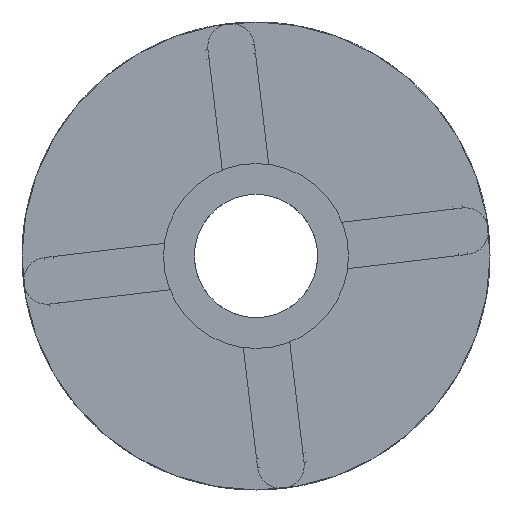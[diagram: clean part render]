
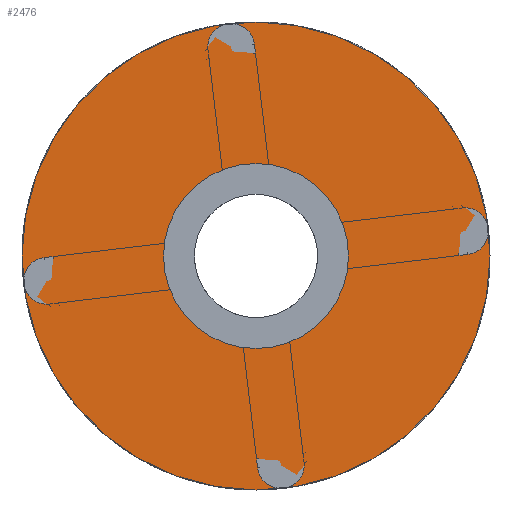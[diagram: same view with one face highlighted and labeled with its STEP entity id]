
A CAD part, front view. The second image highlights one B-rep face of the part: STEP entity #2476.
In plain terms, the highlighted planar face has unit normal (0, -1, 0).
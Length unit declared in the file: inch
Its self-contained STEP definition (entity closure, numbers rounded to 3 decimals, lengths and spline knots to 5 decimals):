
#6 = FACE_BOUND ( 'NONE', #2620, .T. ) ;
#58 = DIRECTION ( 'NONE',  ( 0., 0., 1. ) ) ;
#105 = DIRECTION ( 'NONE',  ( 0., 0., 1. ) ) ;
#194 = ORIENTED_EDGE ( 'NONE', *, *, #837, .T. ) ;
#198 = CARTESIAN_POINT ( 'NONE',  ( 0., -0.50001, 0. ) ) ;
#239 = CIRCLE ( 'NONE', #853, 0.75 ) ;
#251 = EDGE_CURVE ( 'NONE', #253, #2877, #3244, .T. ) ;
#253 = VERTEX_POINT ( 'NONE', #594 ) ;
#324 = VERTEX_POINT ( 'NONE', #1413 ) ;
#434 = DIRECTION ( 'NONE',  ( 0., 0., 1. ) ) ;
#488 = ORIENTED_EDGE ( 'NONE', *, *, #3449, .F. ) ;
#594 = CARTESIAN_POINT ( 'NONE',  ( 0., -0.50001, 0.29642 ) ) ;
#611 = CIRCLE ( 'NONE', #769, 0.29642 ) ;
#618 = AXIS2_PLACEMENT_3D ( 'NONE', #1879, #2141, #58 ) ;
#628 = CARTESIAN_POINT ( 'NONE',  ( 0., -0.50001, -0.29642 ) ) ;
#695 = CARTESIAN_POINT ( 'NONE',  ( 0., -0.50001, 0. ) ) ;
#769 = AXIS2_PLACEMENT_3D ( 'NONE', #1712, #1172, #105 ) ;
#803 = PLANE ( 'NONE',  #618 ) ;
#837 = EDGE_CURVE ( 'NONE', #2877, #253, #611, .T. ) ;
#848 = EDGE_LOOP ( 'NONE', ( #3015, #488 ) ) ;
#853 = AXIS2_PLACEMENT_3D ( 'NONE', #695, #3057, #434 ) ;
#946 = DIRECTION ( 'NONE',  ( 0., 1., 0. ) ) ;
#965 = CIRCLE ( 'NONE', #3034, 0.75 ) ;
#1005 = DIRECTION ( 'NONE',  ( 0., 0., 1. ) ) ;
#1074 = FACE_OUTER_BOUND ( 'NONE', #848, .T. ) ;
#1172 = DIRECTION ( 'NONE',  ( 0., 1., 0. ) ) ;
#1413 = CARTESIAN_POINT ( 'NONE',  ( 0., -0.50001, -0.75 ) ) ;
#1622 = AXIS2_PLACEMENT_3D ( 'NONE', #2463, #1892, #1909 ) ;
#1712 = CARTESIAN_POINT ( 'NONE',  ( 0., -0.50001, 0. ) ) ;
#1879 = CARTESIAN_POINT ( 'NONE',  ( 0., -0.50001, 0. ) ) ;
#1892 = DIRECTION ( 'NONE',  ( 0., 1., 0. ) ) ;
#1909 = DIRECTION ( 'NONE',  ( 0., 0., 1. ) ) ;
#2141 = DIRECTION ( 'NONE',  ( 0., 1., 0. ) ) ;
#2463 = CARTESIAN_POINT ( 'NONE',  ( 0., -0.50001, 0. ) ) ;
#2476 = ADVANCED_FACE ( 'NONE', ( #1074, #6 ), #803, .F. ) ;
#2620 = EDGE_LOOP ( 'NONE', ( #2859, #194 ) ) ;
#2746 = CARTESIAN_POINT ( 'NONE',  ( 0., -0.50001, 0.75 ) ) ;
#2859 = ORIENTED_EDGE ( 'NONE', *, *, #251, .T. ) ;
#2877 = VERTEX_POINT ( 'NONE', #628 ) ;
#3015 = ORIENTED_EDGE ( 'NONE', *, *, #3090, .F. ) ;
#3034 = AXIS2_PLACEMENT_3D ( 'NONE', #198, #946, #1005 ) ;
#3057 = DIRECTION ( 'NONE',  ( 0., 1., 0. ) ) ;
#3090 = EDGE_CURVE ( 'NONE', #3406, #324, #965, .T. ) ;
#3244 = CIRCLE ( 'NONE', #1622, 0.29642 ) ;
#3406 = VERTEX_POINT ( 'NONE', #2746 ) ;
#3449 = EDGE_CURVE ( 'NONE', #324, #3406, #239, .T. ) ;
